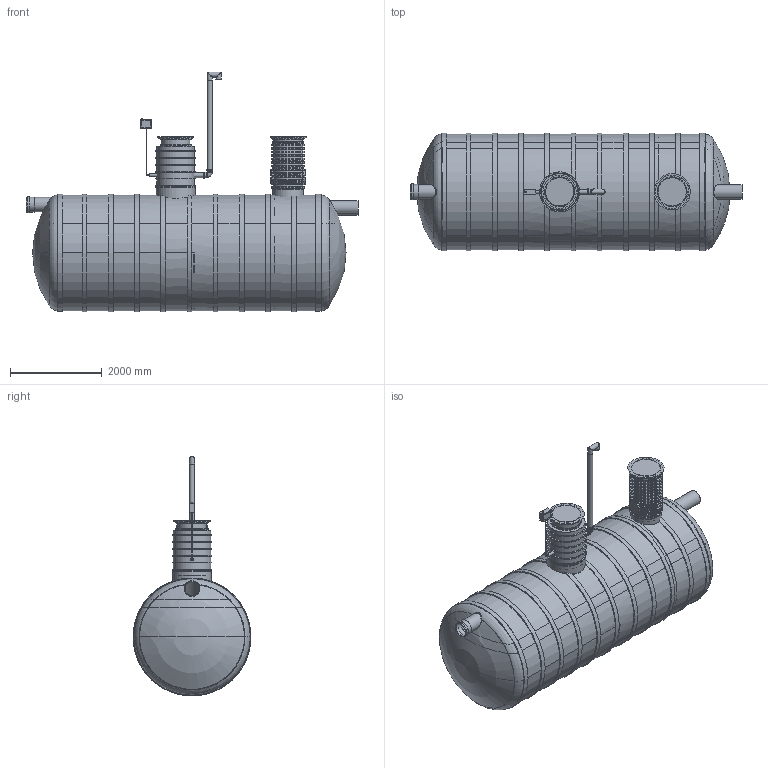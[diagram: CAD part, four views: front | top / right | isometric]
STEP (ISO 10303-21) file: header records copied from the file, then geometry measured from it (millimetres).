
FILE_DESCRIPTION(/* description */ ('Unknown'),/* implementation_level */ '2;1');
FILE_NAME(/* name */ 'EQ 1.klassi õlieraldaja NS80',/* time_stamp */ '2023-04-11T14:56:24+03:00',/* author */ ('Unknown'),/* organization */ ('Unknown'),/* preprocessor_version */ 'ST-DEVELOPER v18.1',/* originating_system */ 'Solid Edge',/* authorisation */ 'Unknown');
FILE_SCHEMA (('AUTOMOTIVE_DESIGN {1 0 10303 214 3 1 1}'));
Length unit declared in the file: millimetre
Products named in the file (53): EQ 1.klassi eraldaja NS80; EQ eraldaja NS80 kestakoost; D2500 silinder NS80 EQ eraldajale; 2513.101 KP ots2 2500; 2513.102 KP ots1 2500; 2513.113 väljund D315; 2651.108 vahesein1; 2513.115 sisendile alla D315; 2513.111 sisend D315; PVC_polv_315; 2651.200 NS80 filtrikastikoost; 2651 vahesein2; 2651.201 pohjaplaat filtrikastile; Raam kahele filtriplokile 2631.000_var2; 2631.001_var2; 2631.002_var2; Polt_M6x20HK; Mutter M6 a2_NY; Filter HD Q-PAC; 2651.202 kylgsein filtrikastile; 2651.203 otsaplaat filtrikastile; 2651.204 tugi filtrikastile; 2513.114 väljundi_pikk D315; PVC Kaksikmuhv d315; D800 KP silinder 9.12.19; D665 KP silinder 26.04.19; Ujuk_oa_0; RoundTubing 110x6.6_oa_1; PE_vent_malm; PVC_polv_110; PE venttoru DN100 L=2000; Rotoventiots; elektrikarp loikefotole; Ujuk_oa_2; Ujuk_oa_3; Olieraldustoru1; SO012747-3.002; keermelattM8x200; Mutter M8RVNY; Seib 8 RV ...
Assembly tree (84 placements, depth 5):
  EQ 1.klassi eraldaja NS80
    EQ eraldaja NS80 kestakoost
      D2500 silinder NS80 EQ eraldajale
      2513.101 KP ots2 2500
      2513.102 KP ots1 2500
      2513.113 väljund D315
      2651.108 vahesein1
      2513.115 sisendile alla D315
      2513.111 sisend D315
      PVC_polv_315  x2
      2651.200 NS80 filtrikastikoost
        2651 vahesein2
        2651.201 pohjaplaat filtrikastile
        Raam kahele filtriplokile 2631.000_var2  x20
          2631.001_var2
          2631.002_var2
          Polt_M6x20HK
          Mutter M6 a2_NY
          Filter HD Q-PAC
        2651.202 kylgsein filtrikastile  x2
        2651.203 otsaplaat filtrikastile  x2
        2651.204 tugi filtrikastile
      2513.114 väljundi_pikk D315
      PVC Kaksikmuhv d315  x2
      D800 KP silinder 9.12.19
      D665 KP silinder 26.04.19
    Ujuk_oa_0
    RoundTubing 110x6.6_oa_1
    PE_vent_malm
      PVC_polv_110
      PE venttoru DN100 L=2000
      Rotoventiots
    elektrikarp loikefotole
    Ujuk_oa_2
    Ujuk_oa_3
    Olieraldustoru1
      SO012747-3.002
      keermelattM8x200
      Mutter M8RVNY  x2
      Seib 8 RV  x2
    RoundTubing 63x4.7_oa_4
    RoundTubing 25x2.3_oa_5
    Malmluuk_D600_(Ginmika)  x2
      Malmluugi_korpus_D600_(Ginmika)
      Malmluugi_kaan_D600_(Ginmika)
    2513.002 NS80 õlimaht
    2703.001  x2
    2697.001 tihend teeninduskaevule 670_var2  x3
    2693.001_var3
    Tihend teeninduskaevule 800
    EQ D800 uus rotost teeninduskaev_lisaga NS50 7.03.23
    2513.004 liivamaht NS80
    2513.003 efektiivne maht NS80
Bounding box: 7225 x 2562 x 5213.03 mm (x, y, z)
Volume: 38148881878.5 mm3; surface area: 340294551.2 mm2
Topology: 216 solids, 217 shells, 4224 faces, 9687 edges, 6038 vertices
Faces by surface type: plane 2948, cylinder 1003, torus 165, cone 75, bspline 23, sphere 10
Full cylindrical faces by diameter (mm): 4.917 x40, 6 x42, 6.8 x2, 7 x80, 8 x61, 8.4 x2, 8.5 x3, 9 x4, 10 x92, 16 x2, 20 x1, 20.4 x1, 25 x1, 53.6 x1, 63 x1, 96.8 x1, 100 x2, 103.2 x3, 105 x1, 110 x9, 120 x2, 130 x2, 190.4 x1, 200 x1, 302.6 x4, 305 x6, 315 x16, 325 x2, 326.6 x2, 330 x2
Entity records: 29311 total; most frequent: CARTESIAN_POINT 8189, DIRECTION 4190, ORIENTED_EDGE 3368, AXIS2_PLACEMENT_3D 1793, EDGE_CURVE 1684, EDGE_LOOP 1516, FACE_BOUND 1516, VERTEX_POINT 1262
